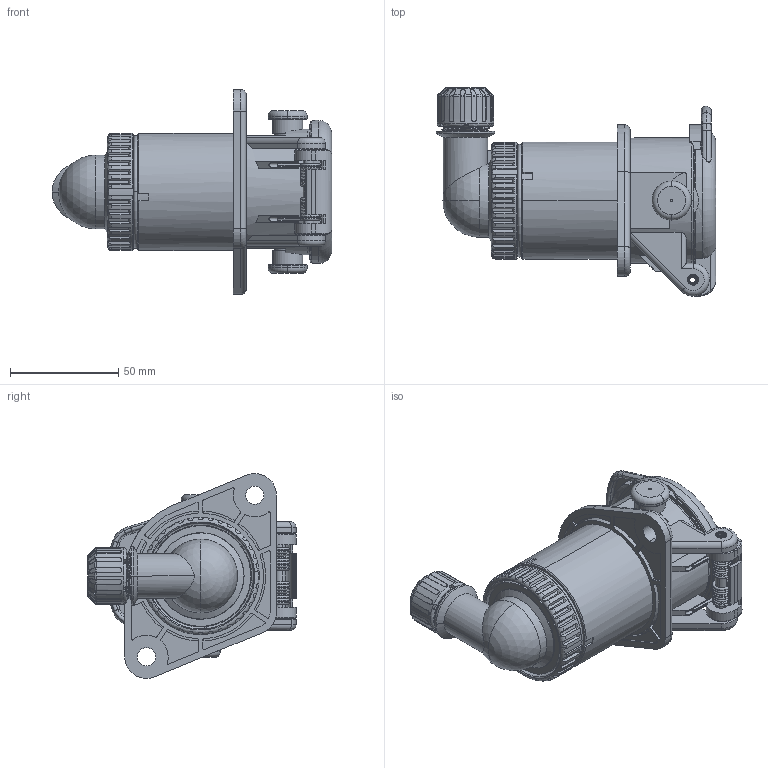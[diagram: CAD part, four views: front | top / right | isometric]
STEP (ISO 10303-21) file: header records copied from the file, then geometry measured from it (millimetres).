
FILE_DESCRIPTION((''),'2;1');
FILE_NAME('141012_SW0001','2015-12-07T',('tesi'),(''),'PRO/ENGINEER BY PARAMETRIC TECHNOLOGY CORPORATION, 2012480','PRO/ENGINEER BY PARAMETRIC TECHNOLOGY CORPORATION, 2012480','');
FILE_SCHEMA(('CONFIG_CONTROL_DESIGN'));
Length unit declared in the file: millimetre
Products named in the file (1): 141012_SW0001
Bounding box: 129 x 96 x 94.56 mm (x, y, z)
Volume: 160401.5 mm3; surface area: 90268.6 mm2
Topology: 1 solids, 1 shells, 1482 faces, 4077 edges, 2629 vertices
Faces by surface type: plane 659, cylinder 469, torus 197, cone 132, bspline 20, sphere 5
Entity records: 60884 total; most frequent: CARTESIAN_POINT 23019, ORIENTED_EDGE 8140, DIRECTION 7823, EDGE_CURVE 4070, AXIS2_PLACEMENT_3D 2877, VERTEX_POINT 2629, VECTOR 2069, LINE 2069
